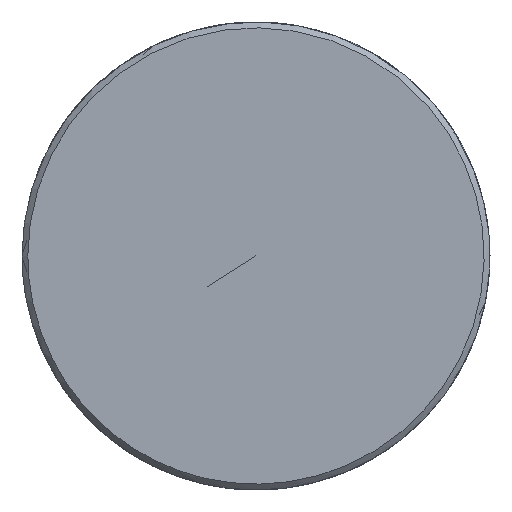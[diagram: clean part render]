
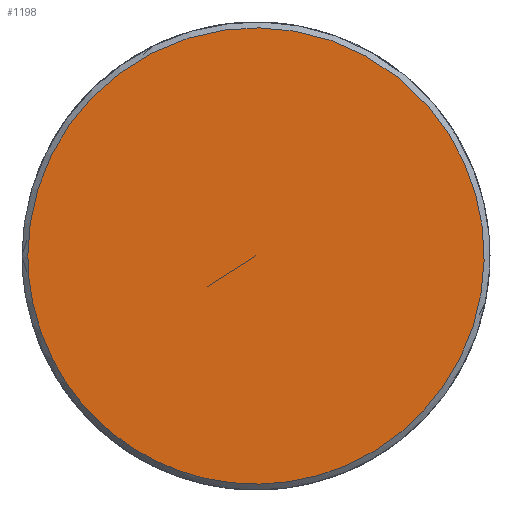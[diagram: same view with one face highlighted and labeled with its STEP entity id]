
A CAD part, left-side view. The second image highlights one B-rep face of the part: STEP entity #1198.
In plain terms, the highlighted free-form (B-spline) face has degree [5, 1] with [6, 2] control points.
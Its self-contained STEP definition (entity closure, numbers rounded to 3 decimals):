
#1126 = CARTESIAN_POINT ('', (-164., 9.75, 0.));
#1127 = VERTEX_POINT ('', #1126);
#1137 = CARTESIAN_POINT ('', (-164., 9.75, 0.));
#1138 = CARTESIAN_POINT ('', (-164., 9.75, 39.));
#1139 = CARTESIAN_POINT ('', (-164., -29.25, 19.5));
#1140 = CARTESIAN_POINT ('', (-164., -29.25, -19.5));
#1141 = CARTESIAN_POINT ('', (-164., 9.75, -39.));
#1142 = CARTESIAN_POINT ('', (-164., 9.75, 0.));
#1143 = (
   BOUNDED_CURVE ()
   B_SPLINE_CURVE (5, (#1137, #1138, #1139, #1140, #1141, #1142), .UNSPECIFIED., .T., .U.)
   B_SPLINE_CURVE_WITH_KNOTS ((6, 6), (0., 1.), .UNSPECIFIED.)
   CURVE ()
   GEOMETRIC_REPRESENTATION_ITEM ()
   RATIONAL_B_SPLINE_CURVE ((5., 1., 1., 1., 1., 5.))
   REPRESENTATION_ITEM ('')
);
#1144 = EDGE_CURVE ('', #1127, #1127, #1143, .T.);
#1174 = CARTESIAN_POINT ('', (-164., 0., 0.));
#1175 = VERTEX_POINT ('', #1174);
#1176 = CARTESIAN_POINT ('', (-164., 9.75, 0.));
#1177 = CARTESIAN_POINT ('', (-164., 0., 0.));
#1178 = B_SPLINE_CURVE_WITH_KNOTS ('', 1, (#1176, #1177), .UNSPECIFIED., .F., .U., (2, 2), (0., 1.), .UNSPECIFIED.);
#1179 = EDGE_CURVE ('', #1127, #1175, #1178, .T.);
#1180 = ORIENTED_EDGE ('', *, *, #1179, .F.);
#1181 = ORIENTED_EDGE ('', *, *, #1144, .T.);
#1182 = ORIENTED_EDGE ('', *, *, #1179, .T.);
#1183 = EDGE_LOOP ('', (#1180, #1181, #1182));
#1184 = FACE_OUTER_BOUND ('', #1183, .F.);
#1185 = CARTESIAN_POINT ('', (-164., 9.75, 0.));
#1186 = CARTESIAN_POINT ('', (-164., 0., 0.));
#1187 = CARTESIAN_POINT ('', (-164., 9.75, 39.));
#1188 = CARTESIAN_POINT ('', (-164., 0., 0.));
#1189 = CARTESIAN_POINT ('', (-164., -29.25, 19.5));
#1190 = CARTESIAN_POINT ('', (-164., 0., 0.));
#1191 = CARTESIAN_POINT ('', (-164., -29.25, -19.5));
#1192 = CARTESIAN_POINT ('', (-164., 0., 0.));
#1193 = CARTESIAN_POINT ('', (-164., 9.75, -39.));
#1194 = CARTESIAN_POINT ('', (-164., 0., 0.));
#1195 = CARTESIAN_POINT ('', (-164., 9.75, 0.));
#1196 = CARTESIAN_POINT ('', (-164., 0., 0.));
#1197 = (
   BOUNDED_SURFACE ()
   B_SPLINE_SURFACE (5, 1, ((#1185, #1186), (#1187, #1188), (#1189, #1190), (#1191, #1192), (#1193, #1194), (#1195, #1196)), .UNSPECIFIED., .T., .F., .U.)
   B_SPLINE_SURFACE_WITH_KNOTS ((6, 6), (2, 2), (0., 1.), (0., 1.), .UNSPECIFIED.)
   SURFACE ()
   GEOMETRIC_REPRESENTATION_ITEM ()
   RATIONAL_B_SPLINE_SURFACE (((5., 5.), (1., 1.), (1., 1.), (1., 1.), (1., 1.), (5., 5.)))
   REPRESENTATION_ITEM ('')
);
#1198 = ADVANCED_FACE ('', (#1184), #1197, .F.);
